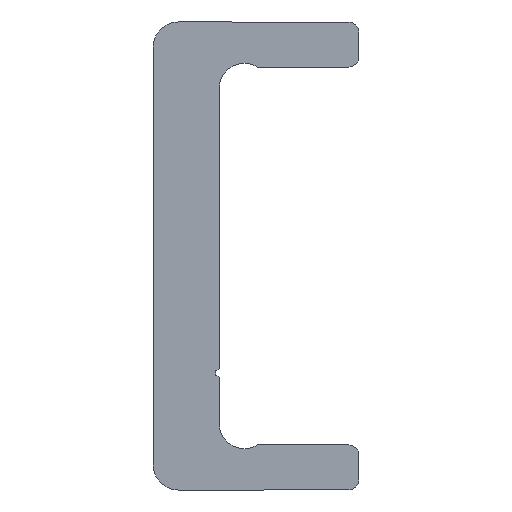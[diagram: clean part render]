
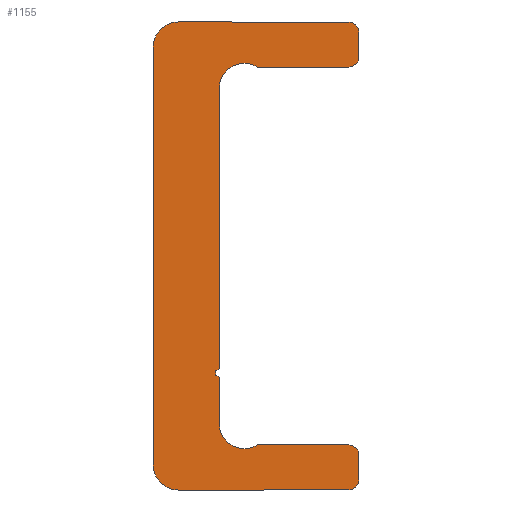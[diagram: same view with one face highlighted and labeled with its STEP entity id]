
A CAD part, left-side view. The second image highlights one B-rep face of the part: STEP entity #1155.
In plain terms, the highlighted planar face has unit normal (-1, 0, 0).
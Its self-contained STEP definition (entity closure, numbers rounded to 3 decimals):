
#515=CARTESIAN_POINT('',(0.0,2.2,10.03));
#516=VERTEX_POINT('',#515);
#523=CARTESIAN_POINT('',(0.0,2.2,-6.75));
#524=VERTEX_POINT('',#523);
#525=CARTESIAN_POINT('',(0.0,2.2,10.03));
#526=DIRECTION('',(0.0,0.0,-1.0));
#527=VECTOR('',#526,16.78);
#528=LINE('',#525,#527);
#529=EDGE_CURVE('',#516,#524,#528,.T.);
#581=CARTESIAN_POINT('',(0.0,-0.098,11.3));
#582=VERTEX_POINT('',#581);
#589=CARTESIAN_POINT('',(0.0,0.7,10.03));
#590=DIRECTION('',(-1.0,0.0,0.0));
#591=DIRECTION('',(0.0,-1.0,0.0));
#592=AXIS2_PLACEMENT_3D('',#589,#590,#591);
#593=CIRCLE('',#592,1.5);
#594=EDGE_CURVE('',#582,#516,#593,.T.);
#613=CARTESIAN_POINT('',(0.0,-5.55,11.3));
#614=VERTEX_POINT('',#613);
#621=CARTESIAN_POINT('',(0.0,-5.55,11.3));
#622=DIRECTION('',(0.0,1.0,0.0));
#623=VECTOR('',#622,5.452);
#624=LINE('',#621,#623);
#625=EDGE_CURVE('',#614,#582,#624,.T.);
#645=CARTESIAN_POINT('',(0.0,-6.15,11.9));
#646=VERTEX_POINT('',#645);
#653=CARTESIAN_POINT('',(0.0,-5.55,11.9));
#654=DIRECTION('',(1.0,0.0,0.0));
#655=DIRECTION('',(0.0,-1.0,0.0));
#656=AXIS2_PLACEMENT_3D('',#653,#654,#655);
#657=CIRCLE('',#656,0.6);
#658=EDGE_CURVE('',#646,#614,#657,.T.);
#677=CARTESIAN_POINT('',(0.0,-6.15,13.4));
#678=VERTEX_POINT('',#677);
#685=CARTESIAN_POINT('',(0.0,-6.15,13.4));
#686=DIRECTION('',(0.0,0.0,-1.0));
#687=VECTOR('',#686,1.5);
#688=LINE('',#685,#687);
#689=EDGE_CURVE('',#678,#646,#688,.T.);
#709=CARTESIAN_POINT('',(0.0,-5.55,14.));
#710=VERTEX_POINT('',#709);
#717=CARTESIAN_POINT('',(0.0,-5.55,13.4));
#718=DIRECTION('',(1.0,0.0,0.0));
#719=DIRECTION('',(0.0,0.0,1.0));
#720=AXIS2_PLACEMENT_3D('',#717,#718,#719);
#721=CIRCLE('',#720,0.6);
#722=EDGE_CURVE('',#710,#678,#721,.T.);
#741=CARTESIAN_POINT('',(0.0,4.65,14.));
#742=VERTEX_POINT('',#741);
#749=CARTESIAN_POINT('',(0.0,4.65,14.));
#750=DIRECTION('',(0.0,-1.0,0.0));
#751=VECTOR('',#750,10.2);
#752=LINE('',#749,#751);
#753=EDGE_CURVE('',#742,#710,#752,.T.);
#773=CARTESIAN_POINT('',(0.0,6.15,12.5));
#774=VERTEX_POINT('',#773);
#781=CARTESIAN_POINT('',(0.0,4.65,12.5));
#782=DIRECTION('',(1.0,0.0,0.0));
#783=DIRECTION('',(0.0,1.0,0.0));
#784=AXIS2_PLACEMENT_3D('',#781,#782,#783);
#785=CIRCLE('',#784,1.5);
#786=EDGE_CURVE('',#774,#742,#785,.T.);
#805=CARTESIAN_POINT('',(0.0,6.15,-12.5));
#806=VERTEX_POINT('',#805);
#813=CARTESIAN_POINT('',(0.0,6.15,-12.5));
#814=DIRECTION('',(0.0,0.0,1.0));
#815=VECTOR('',#814,25.);
#816=LINE('',#813,#815);
#817=EDGE_CURVE('',#806,#774,#816,.T.);
#864=CARTESIAN_POINT('',(0.0,4.65,-14.));
#865=VERTEX_POINT('',#864);
#872=CARTESIAN_POINT('',(0.0,4.65,-12.5));
#873=DIRECTION('',(1.0,0.0,0.0));
#874=DIRECTION('',(0.0,0.0,-1.0));
#875=AXIS2_PLACEMENT_3D('',#872,#873,#874);
#876=CIRCLE('',#875,1.5);
#877=EDGE_CURVE('',#865,#806,#876,.T.);
#896=CARTESIAN_POINT('',(0.0,-5.55,-14.));
#897=VERTEX_POINT('',#896);
#904=CARTESIAN_POINT('',(0.0,-5.55,-14.));
#905=DIRECTION('',(0.0,1.0,0.0));
#906=VECTOR('',#905,10.2);
#907=LINE('',#904,#906);
#908=EDGE_CURVE('',#897,#865,#907,.T.);
#928=CARTESIAN_POINT('',(0.0,-6.15,-13.4));
#929=VERTEX_POINT('',#928);
#936=CARTESIAN_POINT('',(0.0,-5.55,-13.4));
#937=DIRECTION('',(1.0,0.0,0.0));
#938=DIRECTION('',(0.0,-1.0,0.0));
#939=AXIS2_PLACEMENT_3D('',#936,#937,#938);
#940=CIRCLE('',#939,0.6);
#941=EDGE_CURVE('',#929,#897,#940,.T.);
#960=CARTESIAN_POINT('',(0.0,-6.15,-11.9));
#961=VERTEX_POINT('',#960);
#968=CARTESIAN_POINT('',(0.0,-6.15,-11.9));
#969=DIRECTION('',(0.0,0.0,-1.0));
#970=VECTOR('',#969,1.5);
#971=LINE('',#968,#970);
#972=EDGE_CURVE('',#961,#929,#971,.T.);
#992=CARTESIAN_POINT('',(0.0,-5.55,-11.3));
#993=VERTEX_POINT('',#992);
#1000=CARTESIAN_POINT('',(0.0,-5.55,-11.9));
#1001=DIRECTION('',(1.0,0.0,0.0));
#1002=DIRECTION('',(0.0,0.0,1.0));
#1003=AXIS2_PLACEMENT_3D('',#1000,#1001,#1002);
#1004=CIRCLE('',#1003,0.6);
#1005=EDGE_CURVE('',#993,#961,#1004,.T.);
#1024=CARTESIAN_POINT('',(0.0,-0.098,-11.3));
#1025=VERTEX_POINT('',#1024);
#1032=CARTESIAN_POINT('',(0.0,-0.098,-11.3));
#1033=DIRECTION('',(0.0,-1.0,0.0));
#1034=VECTOR('',#1033,5.452);
#1035=LINE('',#1032,#1034);
#1036=EDGE_CURVE('',#1025,#993,#1035,.T.);
#1056=CARTESIAN_POINT('',(0.0,2.2,-10.03));
#1057=VERTEX_POINT('',#1056);
#1064=CARTESIAN_POINT('',(0.0,0.7,-10.03));
#1065=DIRECTION('',(-1.0,0.0,0.0));
#1066=DIRECTION('',(0.0,0.532,0.847));
#1067=AXIS2_PLACEMENT_3D('',#1064,#1065,#1066);
#1068=CIRCLE('',#1067,1.5);
#1069=EDGE_CURVE('',#1057,#1025,#1068,.T.);
#1088=CARTESIAN_POINT('',(0.0,2.2,-7.25));
#1089=VERTEX_POINT('',#1088);
#1096=CARTESIAN_POINT('',(0.0,2.2,-7.25));
#1097=DIRECTION('',(0.0,0.0,-1.0));
#1098=VECTOR('',#1097,2.78);
#1099=LINE('',#1096,#1098);
#1100=EDGE_CURVE('',#1089,#1057,#1099,.T.);
#1119=CARTESIAN_POINT('',(0.0,2.2,-7.));
#1120=DIRECTION('',(-1.0,0.0,0.0));
#1121=DIRECTION('',(0.0,0.0,1.0));
#1122=AXIS2_PLACEMENT_3D('',#1119,#1120,#1121);
#1123=CIRCLE('',#1122,0.25);
#1124=EDGE_CURVE('',#524,#1089,#1123,.T.);
#1130=CARTESIAN_POINT('',(0.0,1.611,-0.021));
#1131=DIRECTION('',(1.0,0.0,0.0));
#1132=DIRECTION('',(0.0,0.0,-1.0));
#1133=AXIS2_PLACEMENT_3D('',#1130,#1131,#1132);
#1134=PLANE('',#1133);
#1135=ORIENTED_EDGE('',*,*,#1124,.F.);
#1136=ORIENTED_EDGE('',*,*,#529,.F.);
#1137=ORIENTED_EDGE('',*,*,#594,.F.);
#1138=ORIENTED_EDGE('',*,*,#625,.F.);
#1139=ORIENTED_EDGE('',*,*,#658,.F.);
#1140=ORIENTED_EDGE('',*,*,#689,.F.);
#1141=ORIENTED_EDGE('',*,*,#722,.F.);
#1142=ORIENTED_EDGE('',*,*,#753,.F.);
#1143=ORIENTED_EDGE('',*,*,#786,.F.);
#1144=ORIENTED_EDGE('',*,*,#817,.F.);
#1145=ORIENTED_EDGE('',*,*,#877,.F.);
#1146=ORIENTED_EDGE('',*,*,#908,.F.);
#1147=ORIENTED_EDGE('',*,*,#941,.F.);
#1148=ORIENTED_EDGE('',*,*,#972,.F.);
#1149=ORIENTED_EDGE('',*,*,#1005,.F.);
#1150=ORIENTED_EDGE('',*,*,#1036,.F.);
#1151=ORIENTED_EDGE('',*,*,#1069,.F.);
#1152=ORIENTED_EDGE('',*,*,#1100,.F.);
#1153=EDGE_LOOP('',(#1135,#1136,#1137,#1138,#1139,#1140,#1141,#1142,#1143,#1144,#1145,#1146,#1147,#1148,#1149,#1150,#1151,#1152));
#1154=FACE_OUTER_BOUND('',#1153,.T.);
#1155=ADVANCED_FACE('',(#1154),#1134,.F.);
